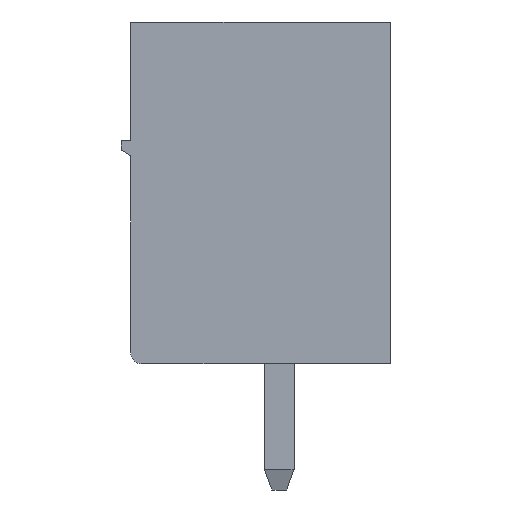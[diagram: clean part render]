
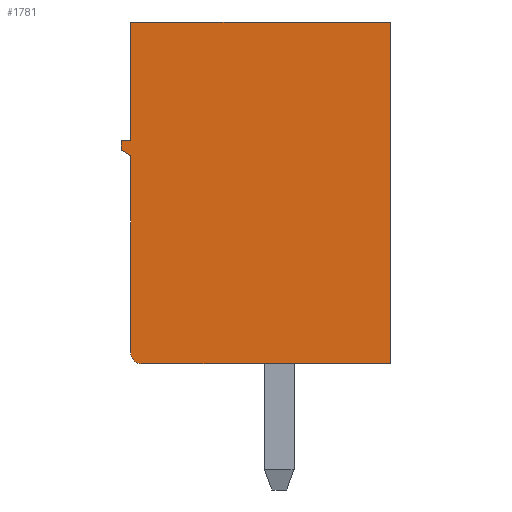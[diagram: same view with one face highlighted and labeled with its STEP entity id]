
A CAD part, left-side view. The second image highlights one B-rep face of the part: STEP entity #1781.
In plain terms, the highlighted planar face has unit normal (-1, 0, 0).
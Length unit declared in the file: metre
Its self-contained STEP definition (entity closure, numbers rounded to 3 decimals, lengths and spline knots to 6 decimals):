
#1781=ADVANCED_FACE('',(#4128),#4129,.T.);
#4128=FACE_OUTER_BOUND('',#7034,.T.);
#4129=PLANE('',#7035);
#7034=EDGE_LOOP('',(#12621,#12622,#12623,#12624,#12625,#12626,#12627,#12628,#12629));
#7035=AXIS2_PLACEMENT_3D('',#12630,#12631,#12632);
#12621=ORIENTED_EDGE('',*,*,#17274,.F.);
#12622=ORIENTED_EDGE('',*,*,#17278,.F.);
#12623=ORIENTED_EDGE('',*,*,#17282,.F.);
#12624=ORIENTED_EDGE('',*,*,#17286,.F.);
#12625=ORIENTED_EDGE('',*,*,#17290,.T.);
#12626=ORIENTED_EDGE('',*,*,#17714,.T.);
#12627=ORIENTED_EDGE('',*,*,#17572,.T.);
#12628=ORIENTED_EDGE('',*,*,#17308,.T.);
#12629=ORIENTED_EDGE('',*,*,#17270,.F.);
#12630=CARTESIAN_POINT('',(-1.087027,0.01036,-0.008267));
#12631=DIRECTION('',(-1.0,0.,0.0));
#12632=DIRECTION('',(0.,-1.0,0.0));
#17270=EDGE_CURVE('',#20626,#20622,#20628,.T.);
#17274=EDGE_CURVE('',#20632,#20626,#20634,.T.);
#17278=EDGE_CURVE('',#20638,#20632,#20640,.T.);
#17282=EDGE_CURVE('',#20644,#20638,#20646,.T.);
#17286=EDGE_CURVE('',#20650,#20644,#20652,.T.);
#17290=EDGE_CURVE('',#20650,#20656,#20658,.T.);
#17308=EDGE_CURVE('',#20689,#20622,#20692,.T.);
#17572=EDGE_CURVE('',#21218,#20689,#21219,.T.);
#17714=EDGE_CURVE('',#20656,#21218,#21472,.T.);
#20622=VERTEX_POINT('',#25510);
#20626=VERTEX_POINT('',#25516);
#20628=LINE('',#25519,#25520);
#20632=VERTEX_POINT('',#25525);
#20634=LINE('',#25528,#25529);
#20638=VERTEX_POINT('',#25534);
#20640=LINE('',#25537,#25538);
#20644=VERTEX_POINT('',#25543);
#20646=LINE('',#25546,#25547);
#20650=VERTEX_POINT('',#25552);
#20652=LINE('',#25555,#25556);
#20656=VERTEX_POINT('',#25560);
#20658=CIRCLE('',#25563,0.0003);
#20689=VERTEX_POINT('',#25607);
#20692=LINE('',#25612,#25613);
#21218=VERTEX_POINT('',#26380);
#21219=LINE('',#26381,#26382);
#21472=LINE('',#26769,#26770);
#25510=CARTESIAN_POINT('',(-1.087027,0.01086,0.000933));
#25516=CARTESIAN_POINT('',(-1.087027,0.01086,-0.002267));
#25519=CARTESIAN_POINT('',(-1.087027,0.01086,-0.008267));
#25520=VECTOR('',#32713,1.0);
#25525=CARTESIAN_POINT('',(-1.087027,0.01111,-0.002267));
#25528=CARTESIAN_POINT('',(-1.087027,0.01036,-0.002267));
#25529=VECTOR('',#32716,1.0);
#25534=CARTESIAN_POINT('',(-1.087027,0.01111,-0.002517));
#25537=CARTESIAN_POINT('',(-1.087027,0.01111,-0.008267));
#25538=VECTOR('',#32719,1.0);
#25543=CARTESIAN_POINT('',(-1.087027,0.01086,-0.002667));
#25546=CARTESIAN_POINT('',(-1.087027,0.008021,-0.00437));
#25547=VECTOR('',#32722,1.0);
#25552=CARTESIAN_POINT('',(-1.087027,0.01086,-0.007967));
#25555=CARTESIAN_POINT('',(-1.087027,0.01086,-0.008267));
#25556=VECTOR('',#32725,1.0);
#25560=CARTESIAN_POINT('',(-1.087027,0.01056,-0.008267));
#25563=AXIS2_PLACEMENT_3D('',#32730,#32731,#32732);
#25607=CARTESIAN_POINT('',(-1.087027,0.00386,0.000933));
#25612=CARTESIAN_POINT('',(-1.087027,0.01036,0.000933));
#25613=VECTOR('',#32751,1.0);
#26380=CARTESIAN_POINT('',(-1.087027,0.00386,-0.008267));
#26381=CARTESIAN_POINT('',(-1.087027,0.00386,-0.008267));
#26382=VECTOR('',#33056,1.0);
#26769=CARTESIAN_POINT('',(-1.087027,0.01036,-0.008267));
#26770=VECTOR('',#33209,1.0);
#32713=DIRECTION('',(0.,0.,1.0));
#32716=DIRECTION('',(0.,-1.0,0.));
#32719=DIRECTION('',(0.,0.,1.0));
#32722=DIRECTION('',(0.,0.857,0.514));
#32725=DIRECTION('',(0.,0.,1.0));
#32730=CARTESIAN_POINT('',(-1.087027,0.01056,-0.007967));
#32731=DIRECTION('',(-1.0,0.,0.0));
#32732=DIRECTION('',(0.,-1.0,0.0));
#32751=DIRECTION('',(0.,1.0,-0.0));
#33056=DIRECTION('',(0.0,0.0,1.0));
#33209=DIRECTION('',(0.,-1.0,0.0));
